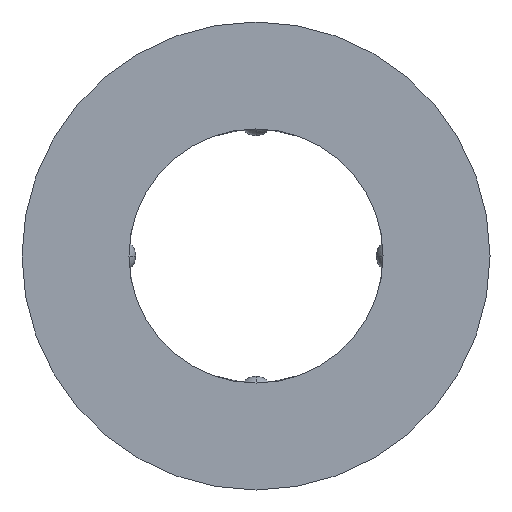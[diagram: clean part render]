
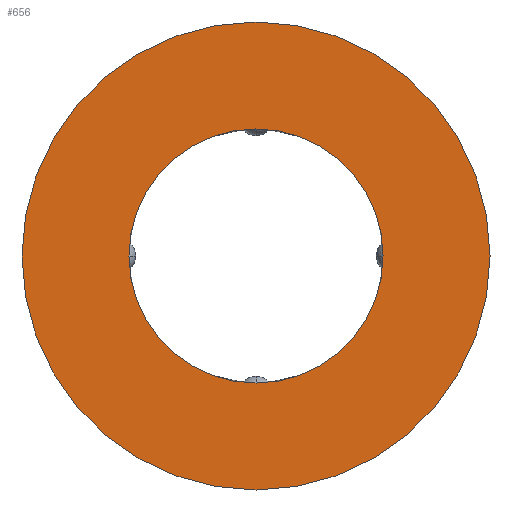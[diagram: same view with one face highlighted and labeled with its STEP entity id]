
A CAD part, left-side view. The second image highlights one B-rep face of the part: STEP entity #656.
In plain terms, the highlighted planar face has unit normal (-1, 0, 0).
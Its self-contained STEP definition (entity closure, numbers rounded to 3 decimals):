
#656=ADVANCED_FACE('',(#1315,#1316),#1317,.T.);
#1315=FACE_BOUND('',#1975,.T.);
#1316=FACE_OUTER_BOUND('',#1976,.T.);
#1317=PLANE('',#1977);
#1975=EDGE_LOOP('',(#4054,#4055));
#1976=EDGE_LOOP('',(#4056,#4057));
#1977=AXIS2_PLACEMENT_3D('',#4058,#4059,#4060);
#4054=ORIENTED_EDGE('',*,*,#4617,.T.);
#4055=ORIENTED_EDGE('',*,*,#4694,.T.);
#4056=ORIENTED_EDGE('',*,*,#4129,.T.);
#4057=ORIENTED_EDGE('',*,*,#4936,.T.);
#4058=CARTESIAN_POINT('',(-6.0,0.0,0.0));
#4059=DIRECTION('',(-1.0,0.0,0.0));
#4060=DIRECTION('',(0.0,0.0,-1.0));
#4129=EDGE_CURVE('',#4979,#4983,#4985,.T.);
#4617=EDGE_CURVE('',#5770,#5768,#5771,.T.);
#4694=EDGE_CURVE('',#5768,#5770,#5904,.T.);
#4936=EDGE_CURVE('',#4983,#4979,#6192,.T.);
#4979=VERTEX_POINT('',#6241);
#4983=VERTEX_POINT('',#6246);
#4985=CIRCLE('',#6249,17.5);
#5768=VERTEX_POINT('',#9556);
#5770=VERTEX_POINT('',#9559);
#5771=CIRCLE('',#9560,9.5);
#5904=CIRCLE('',#11072,9.5);
#6192=CIRCLE('',#12560,17.5);
#6241=CARTESIAN_POINT('',(-6.0,0.0,-17.5));
#6246=CARTESIAN_POINT('',(-6.0,0.,17.5));
#6249=AXIS2_PLACEMENT_3D('',#12603,#12604,#12605);
#9556=CARTESIAN_POINT('',(-6.0,0.,9.5));
#9559=CARTESIAN_POINT('',(-6.0,0.0,-9.5));
#9560=AXIS2_PLACEMENT_3D('',#13188,#13189,#13190);
#11072=AXIS2_PLACEMENT_3D('',#13216,#13217,#13218);
#12560=AXIS2_PLACEMENT_3D('',#13504,#13505,#13506);
#12603=CARTESIAN_POINT('',(-6.0,0.0,0.0));
#12604=DIRECTION('',(-1.0,0.0,0.0));
#12605=DIRECTION('',(0.0,0.0,-1.0));
#13188=CARTESIAN_POINT('',(-6.0,0.0,0.0));
#13189=DIRECTION('',(1.0,-0.0,0.0));
#13190=DIRECTION('',(0.0,0.0,-1.0));
#13216=CARTESIAN_POINT('',(-6.0,0.0,0.0));
#13217=DIRECTION('',(1.0,-0.0,0.0));
#13218=DIRECTION('',(0.0,0.0,-1.0));
#13504=CARTESIAN_POINT('',(-6.0,0.0,0.0));
#13505=DIRECTION('',(-1.0,0.0,0.0));
#13506=DIRECTION('',(0.0,0.0,-1.0));
